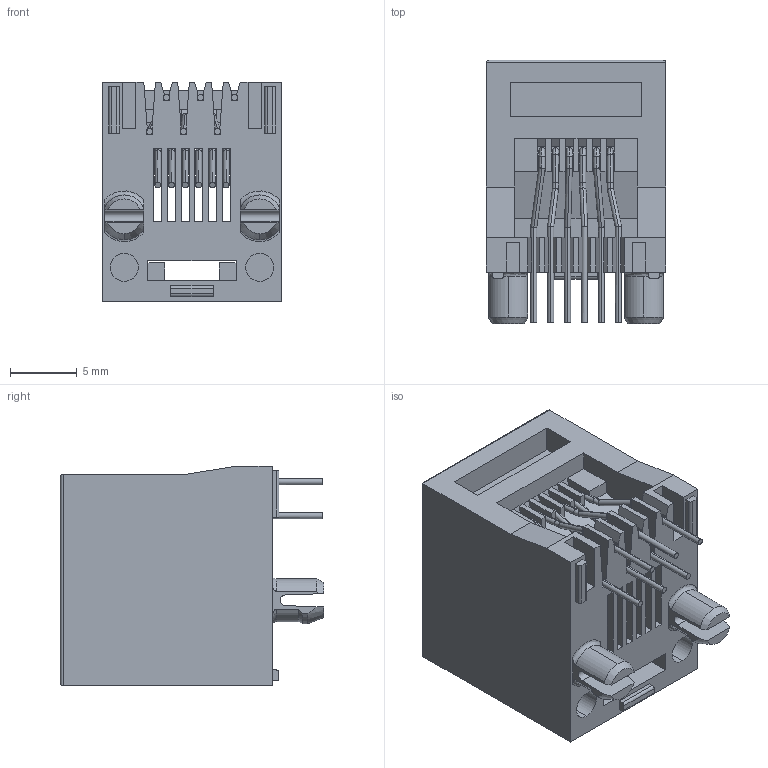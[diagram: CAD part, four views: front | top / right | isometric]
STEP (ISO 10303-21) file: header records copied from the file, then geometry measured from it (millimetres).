
FILE_DESCRIPTION (( 'STEP AP203' ), '1' );
FILE_NAME ('RJ24016661P00031.STEP', '2019-12-16T15:46:46', ( '' ), ( '' ), 'SwSTEP 2.0', 'SolidWorks 2016', '' );
FILE_SCHEMA (( 'CONFIG_CONTROL_DESIGN' ));
Length unit declared in the file: millimetre
Products named in the file (3): RJ24016661P00031; 24 Contacts_Standard; 24 Insulator_Standard
Assembly tree (2 placements, depth 2):
  RJ24016661P00031
    24 Insulator_Standard
    24 Contacts_Standard
Bounding box: 13.46 x 19.73 x 16.48 mm (x, y, z)
Volume: 1745.3 mm3; surface area: 2929.6 mm2
Topology: 7 solids, 7 shells, 444 faces, 1251 edges, 811 vertices
Faces by surface type: plane 256, cylinder 150, bspline 26, cone 8, torus 4
Entity records: 15083 total; most frequent: CARTESIAN_POINT 3428, ORIENTED_EDGE 2502, DIRECTION 2258, EDGE_CURVE 1251, VECTOR 860, LINE 860, VERTEX_POINT 811, AXIS2_PLACEMENT_3D 699
